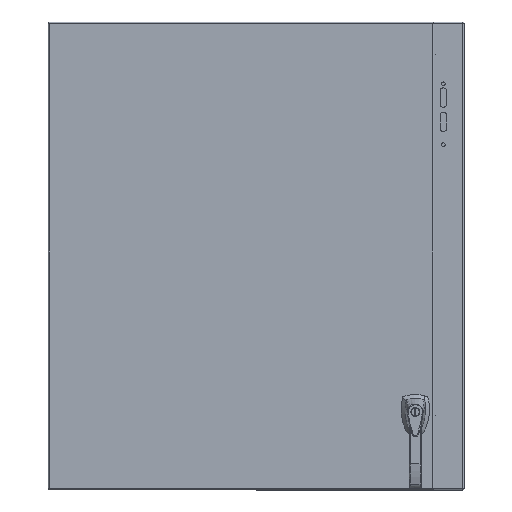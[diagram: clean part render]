
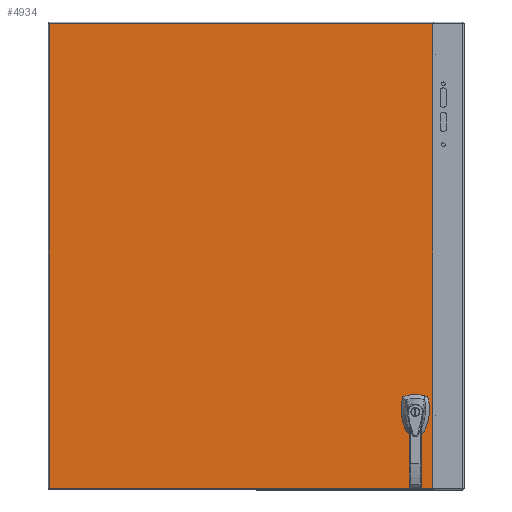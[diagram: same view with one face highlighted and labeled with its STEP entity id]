
A CAD part, front view. The second image highlights one B-rep face of the part: STEP entity #4934.
In plain terms, the highlighted planar face has unit normal (0, -1, 0).
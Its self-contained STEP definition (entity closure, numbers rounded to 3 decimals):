
#346 = VERTEX_POINT ( 'NONE', #26857 ) ;
#433 = ORIENTED_EDGE ( 'NONE', *, *, #67185, .T. ) ;
#1364 = VERTEX_POINT ( 'NONE', #74094 ) ;
#2088 = ORIENTED_EDGE ( 'NONE', *, *, #15766, .T. ) ;
#2935 = EDGE_CURVE ( 'NONE', #60784, #346, #34633, .T. ) ;
#2981 = LINE ( 'NONE', #26206, #34798 ) ;
#3613 = ORIENTED_EDGE ( 'NONE', *, *, #35677, .T. ) ;
#4934 = ADVANCED_FACE ( 'NONE', ( #57702, #74087, #34094 ), #5501, .T. ) ;
#5501 = PLANE ( 'NONE',  #33265 ) ;
#6798 = ORIENTED_EDGE ( 'NONE', *, *, #24831, .T. ) ;
#7083 = CARTESIAN_POINT ( 'NONE',  ( -403.555, -224.46, -454.076 ) ) ;
#7803 = EDGE_CURVE ( 'NONE', #18690, #43056, #2981, .T. ) ;
#8160 = VERTEX_POINT ( 'NONE', #38806 ) ;
#9200 = ORIENTED_EDGE ( 'NONE', *, *, #47799, .T. ) ;
#9939 = ORIENTED_EDGE ( 'NONE', *, *, #60267, .T. ) ;
#10531 = LINE ( 'NONE', #16643, #18068 ) ;
#10683 = CARTESIAN_POINT ( 'NONE',  ( 311.252, -224.46, -338.785 ) ) ;
#13385 = CARTESIAN_POINT ( 'NONE',  ( 317.119, -224.46, -294.754 ) ) ;
#13454 = LINE ( 'NONE', #60662, #26357 ) ;
#14976 = DIRECTION ( 'NONE',  ( -0.707, 0., 0.707 ) ) ;
#15766 = EDGE_CURVE ( 'NONE', #43056, #73129, #10531, .T. ) ;
#16579 = ORIENTED_EDGE ( 'NONE', *, *, #40223, .T. ) ;
#16643 = CARTESIAN_POINT ( 'NONE',  ( 317.119, -224.46, -294.754 ) ) ;
#16670 = LINE ( 'NONE', #57022, #65191 ) ;
#18068 = VECTOR ( 'NONE', #75237, 1000. ) ;
#18690 = VERTEX_POINT ( 'NONE', #61662 ) ;
#21915 = CARTESIAN_POINT ( 'NONE',  ( -403.555, -224.46, -454.076 ) ) ;
#22553 = CARTESIAN_POINT ( 'NONE',  ( -403.555, -224.46, -454.076 ) ) ;
#23909 = LINE ( 'NONE', #46032, #28863 ) ;
#24831 = EDGE_CURVE ( 'NONE', #73129, #49494, #42639, .T. ) ;
#26206 = CARTESIAN_POINT ( 'NONE',  ( 317.119, -224.46, -294.754 ) ) ;
#26357 = VECTOR ( 'NONE', #54928, 1000. ) ;
#26857 = CARTESIAN_POINT ( 'NONE',  ( 301.206, -224.46, -298.933 ) ) ;
#28863 = VECTOR ( 'NONE', #53258, 1000. ) ;
#30332 = DIRECTION ( 'NONE',  ( 0., 0., -1. ) ) ;
#31482 = LINE ( 'NONE', #7083, #44068 ) ;
#32538 = DIRECTION ( 'NONE',  ( -1., 0., 0. ) ) ;
#32817 = DIRECTION ( 'NONE',  ( 0., 0., -1. ) ) ;
#33265 = AXIS2_PLACEMENT_3D ( 'NONE', #21915, #64130, #35199 ) ;
#34094 = FACE_BOUND ( 'NONE', #55981, .T. ) ;
#34572 = CARTESIAN_POINT ( 'NONE',  ( -403.555, -224.46, 454.05 ) ) ;
#34633 = LINE ( 'NONE', #46787, #50746 ) ;
#34762 = ORIENTED_EDGE ( 'NONE', *, *, #60158, .T. ) ;
#34798 = VECTOR ( 'NONE', #48348, 1000. ) ;
#35199 = DIRECTION ( 'NONE',  ( 0., 0., -1. ) ) ;
#35369 = DIRECTION ( 'NONE',  ( 0., 0., 1. ) ) ;
#35677 = EDGE_CURVE ( 'NONE', #8160, #1364, #16670, .T. ) ;
#36313 = VECTOR ( 'NONE', #64587, 1000. ) ;
#36488 = ORIENTED_EDGE ( 'NONE', *, *, #71503, .T. ) ;
#37832 = CARTESIAN_POINT ( 'NONE',  ( 321.297, -224.46, -310.667 ) ) ;
#38525 = EDGE_CURVE ( 'NONE', #54752, #73381, #13454, .T. ) ;
#38806 = CARTESIAN_POINT ( 'NONE',  ( 345.021, -224.46, -454.076 ) ) ;
#39204 = DIRECTION ( 'NONE',  ( 0., 1., 0. ) ) ;
#40223 = EDGE_CURVE ( 'NONE', #346, #18690, #71468, .T. ) ;
#41926 = VECTOR ( 'NONE', #43011, 1000. ) ;
#42302 = CIRCLE ( 'NONE', #63011, 4.242 ) ;
#42639 = LINE ( 'NONE', #65863, #41926 ) ;
#42785 = LINE ( 'NONE', #37832, #66775 ) ;
#43011 = DIRECTION ( 'NONE',  ( 0., 0., -1. ) ) ;
#43056 = VERTEX_POINT ( 'NONE', #13385 ) ;
#44068 = VECTOR ( 'NONE', #30332, 1000. ) ;
#44497 = ORIENTED_EDGE ( 'NONE', *, *, #2935, .T. ) ;
#45991 = EDGE_LOOP ( 'NONE', ( #44497, #16579, #46117, #2088, #6798, #34762, #61080, #67257 ) ) ;
#46032 = CARTESIAN_POINT ( 'NONE',  ( -403.555, -224.46, -454.076 ) ) ;
#46064 = VERTEX_POINT ( 'NONE', #34572 ) ;
#46117 = ORIENTED_EDGE ( 'NONE', *, *, #7803, .T. ) ;
#46787 = CARTESIAN_POINT ( 'NONE',  ( 301.206, -224.46, -298.933 ) ) ;
#47059 = DIRECTION ( 'NONE',  ( 0., 0., 1. ) ) ;
#47753 = VERTEX_POINT ( 'NONE', #64487 ) ;
#47799 = EDGE_CURVE ( 'NONE', #68003, #8160, #23909, .T. ) ;
#48348 = DIRECTION ( 'NONE',  ( 1., 0., 0. ) ) ;
#48583 = VECTOR ( 'NONE', #32538, 1000. ) ;
#48895 = CARTESIAN_POINT ( 'NONE',  ( -403.555, -224.46, 454.05 ) ) ;
#49494 = VERTEX_POINT ( 'NONE', #52037 ) ;
#49899 = CARTESIAN_POINT ( 'NONE',  ( 301.206, -224.46, -310.667 ) ) ;
#50746 = VECTOR ( 'NONE', #35369, 1000. ) ;
#50833 = CARTESIAN_POINT ( 'NONE',  ( 305.384, -224.46, -314.846 ) ) ;
#52037 = CARTESIAN_POINT ( 'NONE',  ( 321.297, -224.46, -310.667 ) ) ;
#53258 = DIRECTION ( 'NONE',  ( 1., 0., 0. ) ) ;
#53571 = CARTESIAN_POINT ( 'NONE',  ( 305.384, -224.46, -294.754 ) ) ;
#54752 = VERTEX_POINT ( 'NONE', #62453 ) ;
#54928 = DIRECTION ( 'NONE',  ( -1., 0., 0. ) ) ;
#55981 = EDGE_LOOP ( 'NONE', ( #433 ) ) ;
#57022 = CARTESIAN_POINT ( 'NONE',  ( 345.021, -224.46, -454.076 ) ) ;
#57702 = FACE_OUTER_BOUND ( 'NONE', #58326, .T. ) ;
#58326 = EDGE_LOOP ( 'NONE', ( #3613, #9939, #36488, #9200 ) ) ;
#59620 = CARTESIAN_POINT ( 'NONE',  ( 321.297, -224.46, -298.933 ) ) ;
#60158 = EDGE_CURVE ( 'NONE', #49494, #54752, #42785, .T. ) ;
#60267 = EDGE_CURVE ( 'NONE', #1364, #46064, #72133, .T. ) ;
#60662 = CARTESIAN_POINT ( 'NONE',  ( 305.384, -224.46, -314.846 ) ) ;
#60784 = VERTEX_POINT ( 'NONE', #49899 ) ;
#61080 = ORIENTED_EDGE ( 'NONE', *, *, #38525, .T. ) ;
#61662 = CARTESIAN_POINT ( 'NONE',  ( 305.384, -224.46, -294.754 ) ) ;
#62453 = CARTESIAN_POINT ( 'NONE',  ( 317.119, -224.46, -314.846 ) ) ;
#63011 = AXIS2_PLACEMENT_3D ( 'NONE', #10683, #39204, #32817 ) ;
#64130 = DIRECTION ( 'NONE',  ( 0., -1., 0. ) ) ;
#64487 = CARTESIAN_POINT ( 'NONE',  ( 311.252, -224.46, -343.027 ) ) ;
#64587 = DIRECTION ( 'NONE',  ( 0.707, 0., 0.707 ) ) ;
#65191 = VECTOR ( 'NONE', #47059, 1000. ) ;
#65863 = CARTESIAN_POINT ( 'NONE',  ( 321.297, -224.46, -310.667 ) ) ;
#66775 = VECTOR ( 'NONE', #72492, 1000. ) ;
#67185 = EDGE_CURVE ( 'NONE', #47753, #47753, #42302, .T. ) ;
#67257 = ORIENTED_EDGE ( 'NONE', *, *, #67936, .T. ) ;
#67936 = EDGE_CURVE ( 'NONE', #73381, #60784, #72119, .T. ) ;
#68003 = VERTEX_POINT ( 'NONE', #22553 ) ;
#71468 = LINE ( 'NONE', #53571, #36313 ) ;
#71503 = EDGE_CURVE ( 'NONE', #46064, #68003, #31482, .T. ) ;
#72119 = LINE ( 'NONE', #72872, #73889 ) ;
#72133 = LINE ( 'NONE', #48895, #48583 ) ;
#72492 = DIRECTION ( 'NONE',  ( -0.707, 0., -0.707 ) ) ;
#72872 = CARTESIAN_POINT ( 'NONE',  ( 301.206, -224.46, -310.667 ) ) ;
#73129 = VERTEX_POINT ( 'NONE', #59620 ) ;
#73381 = VERTEX_POINT ( 'NONE', #50833 ) ;
#73889 = VECTOR ( 'NONE', #14976, 1000. ) ;
#74087 = FACE_BOUND ( 'NONE', #45991, .T. ) ;
#74094 = CARTESIAN_POINT ( 'NONE',  ( 345.021, -224.46, 454.05 ) ) ;
#75237 = DIRECTION ( 'NONE',  ( 0.707, 0., -0.707 ) ) ;
